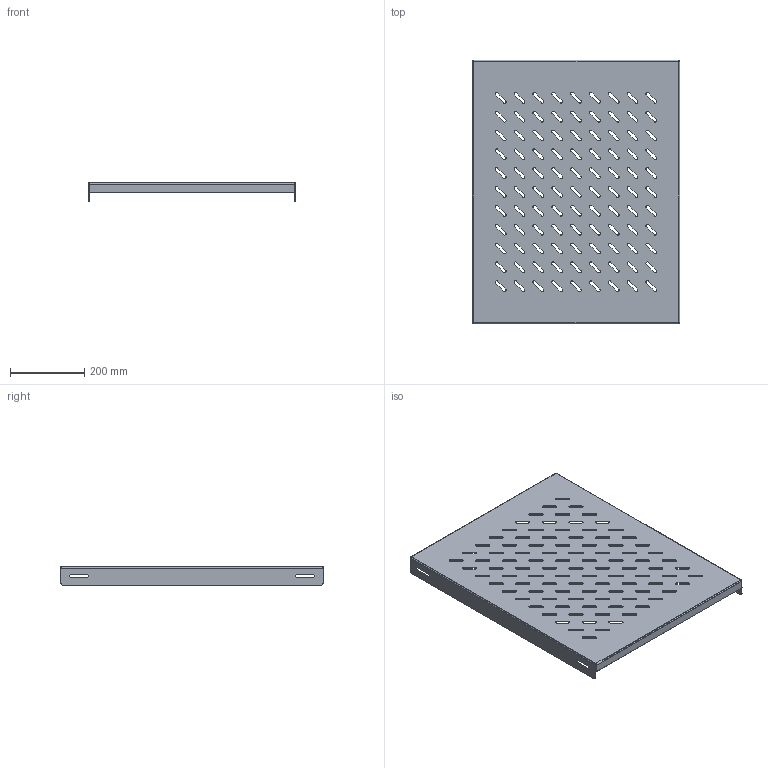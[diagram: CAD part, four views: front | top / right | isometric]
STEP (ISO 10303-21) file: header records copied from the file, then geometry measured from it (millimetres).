
FILE_DESCRIPTION (( 'STEP AP203' ), '1' );
FILE_NAME ('SCE-26VESTS.step', '2021-01-08T15:36:59', ( 'ADC123' ), ( 'Microsoft' ), 'SwSTEP 2.0', 'SolidWorks 2019', '' );
FILE_SCHEMA (( 'CONFIG_CONTROL_DESIGN' ));
Length unit declared in the file: inch
Products named in the file (1): SCE-26VESTS
Bounding box: 558.8 x 711.2 x 50.8 mm (x, y, z)
Volume: 909386.3 mm3; surface area: 941214.6 mm2
Topology: 1 solids, 1 shells, 458 faces, 1336 edges, 880 vertices
Faces by surface type: plane 228, cylinder 222, bspline 8
Entity records: 16167 total; most frequent: CARTESIAN_POINT 3195, ORIENTED_EDGE 2672, DIRECTION 2650, EDGE_CURVE 1336, VECTOR 892, LINE 892, VERTEX_POINT 880, AXIS2_PLACEMENT_3D 879
